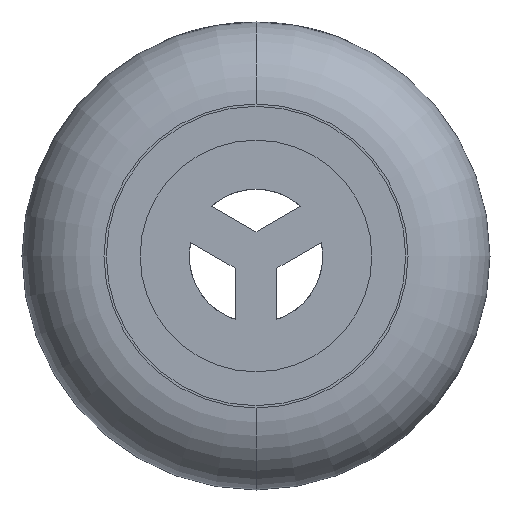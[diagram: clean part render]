
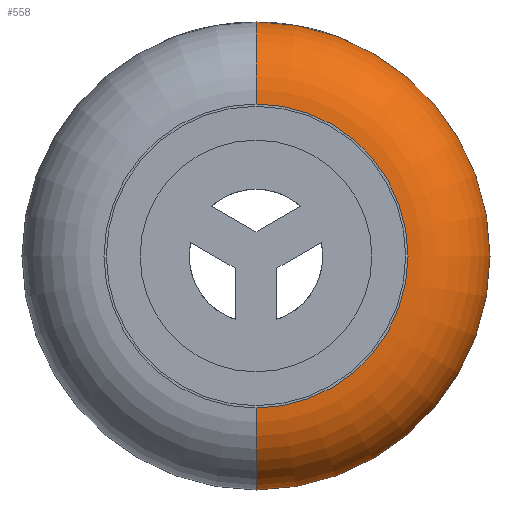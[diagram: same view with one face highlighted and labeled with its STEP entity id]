
A CAD part, front view. The second image highlights one B-rep face of the part: STEP entity #558.
In plain terms, the highlighted toroidal (fillet/blend) face has major radius 3.3 mm and minor radius 1.78 mm.
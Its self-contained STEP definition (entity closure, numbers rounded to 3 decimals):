
#116 = DIRECTION ( 'NONE',  ( 0., 0., 1. ) ) ;
#124 = CARTESIAN_POINT ( 'NONE',  ( 0., -4.28, 3.3 ) ) ;
#138 = VERTEX_POINT ( 'NONE', #990 ) ;
#144 = AXIS2_PLACEMENT_3D ( 'NONE', #971, #975, #116 ) ;
#155 = VERTEX_POINT ( 'NONE', #124 ) ;
#260 = CIRCLE ( 'NONE', #281, 3.3 ) ;
#271 = VERTEX_POINT ( 'NONE', #344 ) ;
#281 = AXIS2_PLACEMENT_3D ( 'NONE', #486, #768, #865 ) ;
#304 = CIRCLE ( 'NONE', #144, 5.08 ) ;
#317 = CIRCLE ( 'NONE', #1072, 1.78 ) ;
#344 = CARTESIAN_POINT ( 'NONE',  ( 0., -2.5, -5.08 ) ) ;
#413 = DIRECTION ( 'NONE',  ( -1., 0., 0. ) ) ;
#455 = TOROIDAL_SURFACE ( 'NONE', #973, 3.3, 1.78 ) ;
#483 = DIRECTION ( 'NONE',  ( 0., 0., 1. ) ) ;
#486 = CARTESIAN_POINT ( 'NONE',  ( 0., -4.28, 0. ) ) ;
#504 = ORIENTED_EDGE ( 'NONE', *, *, #799, .T. ) ;
#517 = VERTEX_POINT ( 'NONE', #861 ) ;
#552 = ORIENTED_EDGE ( 'NONE', *, *, #1102, .F. ) ;
#558 = ADVANCED_FACE ( 'NONE', ( #638 ), #455, .T. ) ;
#561 = DIRECTION ( 'NONE',  ( 0., 1., 0. ) ) ;
#572 = AXIS2_PLACEMENT_3D ( 'NONE', #804, #413, #890 ) ;
#619 = DIRECTION ( 'NONE',  ( 0., 0., -1. ) ) ;
#638 = FACE_OUTER_BOUND ( 'NONE', #727, .T. ) ;
#686 = EDGE_CURVE ( 'NONE', #155, #138, #1124, .T. ) ;
#727 = EDGE_LOOP ( 'NONE', ( #552, #504, #1155, #892 ) ) ;
#768 = DIRECTION ( 'NONE',  ( 0., -1., 0. ) ) ;
#799 = EDGE_CURVE ( 'NONE', #517, #271, #317, .T. ) ;
#804 = CARTESIAN_POINT ( 'NONE',  ( 0., -2.5, 3.3 ) ) ;
#861 = CARTESIAN_POINT ( 'NONE',  ( 0., -4.28, -3.3 ) ) ;
#865 = DIRECTION ( 'NONE',  ( 0., 0., 1. ) ) ;
#890 = DIRECTION ( 'NONE',  ( 0., 0., 1. ) ) ;
#892 = ORIENTED_EDGE ( 'NONE', *, *, #686, .F. ) ;
#971 = CARTESIAN_POINT ( 'NONE',  ( 0., -2.5, 0. ) ) ;
#973 = AXIS2_PLACEMENT_3D ( 'NONE', #1138, #561, #483 ) ;
#975 = DIRECTION ( 'NONE',  ( 0., 1., 0. ) ) ;
#990 = CARTESIAN_POINT ( 'NONE',  ( 0., -2.5, 5.08 ) ) ;
#1011 = CARTESIAN_POINT ( 'NONE',  ( 0., -2.5, -3.3 ) ) ;
#1072 = AXIS2_PLACEMENT_3D ( 'NONE', #1011, #1103, #619 ) ;
#1102 = EDGE_CURVE ( 'NONE', #517, #155, #260, .T. ) ;
#1103 = DIRECTION ( 'NONE',  ( 1., 0., 0. ) ) ;
#1124 = CIRCLE ( 'NONE', #572, 1.78 ) ;
#1138 = CARTESIAN_POINT ( 'NONE',  ( 0., -2.5, 0. ) ) ;
#1155 = ORIENTED_EDGE ( 'NONE', *, *, #1222, .F. ) ;
#1222 = EDGE_CURVE ( 'NONE', #138, #271, #304, .T. ) ;
